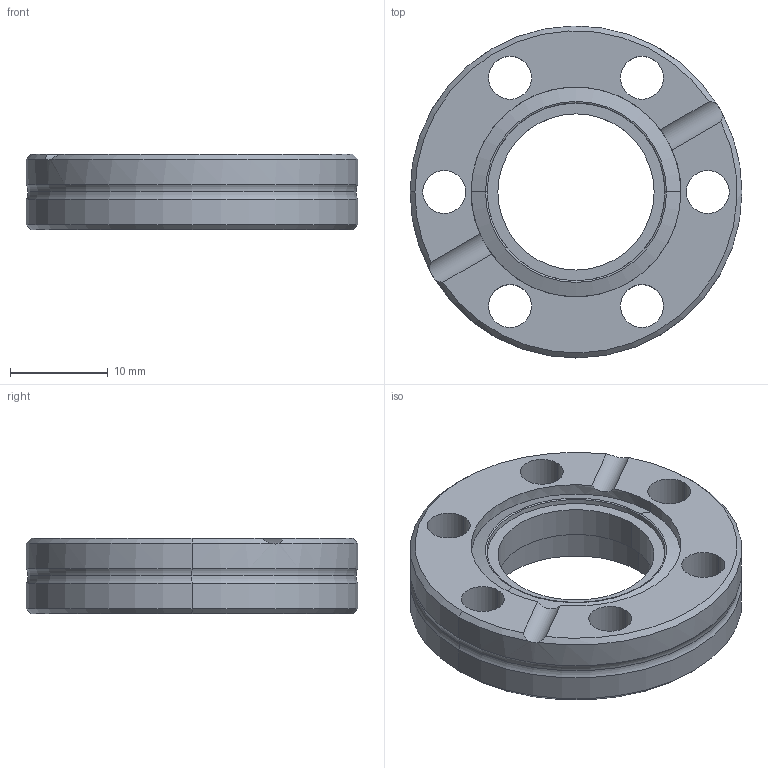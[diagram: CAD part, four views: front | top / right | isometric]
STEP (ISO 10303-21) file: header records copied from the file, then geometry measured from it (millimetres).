
FILE_DESCRIPTION (( 'STEP AP214' ), '1' );
FILE_NAME ('420FAN016-18.step', '2017-07-07T10:03:33', ( 'install' ), ( '' ), 'SwSTEP 2.0', 'SolidWorks 2015', '' );
FILE_SCHEMA (( 'AUTOMOTIVE_DESIGN' ));
Length unit declared in the file: millimetre
Products named in the file (1): 420FAN016-18
Bounding box: 34 x 34 x 7.75 mm (x, y, z)
Volume: 4348.5 mm3; surface area: 3112.4 mm2
Topology: 1 solids, 1 shells, 44 faces, 108 edges, 67 vertices
Faces by surface type: cylinder 24, cone 9, torus 6, plane 5
Entity records: 1421 total; most frequent: CARTESIAN_POINT 276, DIRECTION 257, ORIENTED_EDGE 216, AXIS2_PLACEMENT_3D 112, EDGE_CURVE 108, VERTEX_POINT 67, CIRCLE 67, EDGE_LOOP 59
